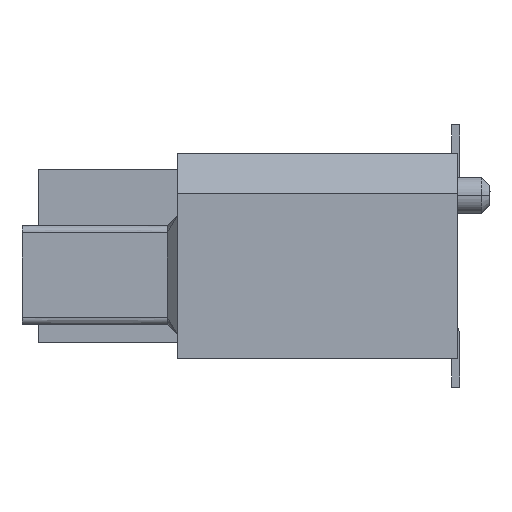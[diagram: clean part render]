
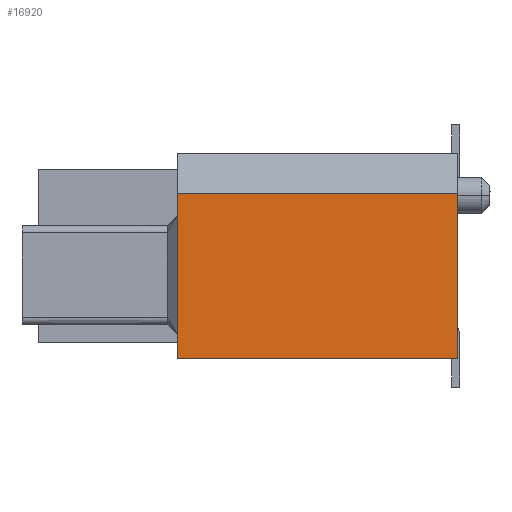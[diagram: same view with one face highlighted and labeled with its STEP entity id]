
A CAD part, left-side view. The second image highlights one B-rep face of the part: STEP entity #16920.
In plain terms, the highlighted planar face has unit normal (-1, 0, 0).
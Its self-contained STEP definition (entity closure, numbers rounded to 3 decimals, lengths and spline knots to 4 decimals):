
#16100=CARTESIAN_POINT('',(-24.,-2.05,1.55));
#16110=VERTEX_POINT('',#16100);
#16340=CARTESIAN_POINT('',(-24.,-2.05,-2.55));
#16350=VERTEX_POINT('',#16340);
#16380=CARTESIAN_POINT('',(-24.,-2.05,0.));
#16390=DIRECTION('',(0.,0.,-1.));
#16400=VECTOR('',#16390,1.);
#16410=LINE('',#16380,#16400);
#16420=EDGE_CURVE('',#16110,#16350,#16410,.T.);
#16620=CARTESIAN_POINT('',(-24.,2.45,-1.775));
#16630=DIRECTION('',(-1.,0.,0.));
#16640=DIRECTION('',(0.,0.,1.));
#16650=AXIS2_PLACEMENT_3D('',#16620,#16630,#16640);
#16660=PLANE('',#16650);
#16670=CARTESIAN_POINT('',(-24.,-2.05,1.55));
#16680=DIRECTION('',(0.,1.,0.));
#16690=VECTOR('',#16680,1.);
#16700=LINE('',#16670,#16690);
#16710=CARTESIAN_POINT('',(-24.,4.9,1.55));
#16720=VERTEX_POINT('',#16710);
#16730=EDGE_CURVE('',#16110,#16720,#16700,.T.);
#16740=ORIENTED_EDGE('',*,*,#16730,.T.);
#16750=ORIENTED_EDGE('',*,*,#16420,.F.);
#16760=CARTESIAN_POINT('',(-24.,0.,-2.55));
#16770=DIRECTION('',(0.,1.,0.));
#16780=VECTOR('',#16770,1.);
#16790=LINE('',#16760,#16780);
#16800=CARTESIAN_POINT('',(-24.,4.9,-2.55));
#16810=VERTEX_POINT('',#16800);
#16820=EDGE_CURVE('',#16350,#16810,#16790,.T.);
#16830=ORIENTED_EDGE('',*,*,#16820,.F.);
#16840=CARTESIAN_POINT('',(-24.,4.9,0.));
#16850=DIRECTION('',(0.,0.,-1.));
#16860=VECTOR('',#16850,1.);
#16870=LINE('',#16840,#16860);
#16880=EDGE_CURVE('',#16720,#16810,#16870,.T.);
#16890=ORIENTED_EDGE('',*,*,#16880,.T.);
#16900=EDGE_LOOP('',(#16890,#16830,#16750,#16740));
#16910=FACE_OUTER_BOUND('',#16900,.T.);
#16920=ADVANCED_FACE('',(#16910),#16660,.T.);
